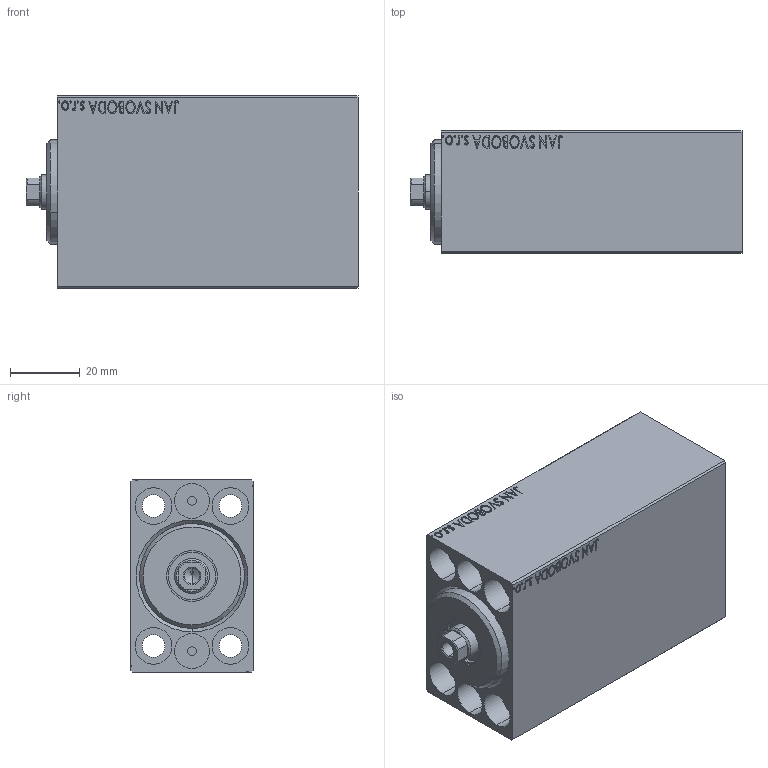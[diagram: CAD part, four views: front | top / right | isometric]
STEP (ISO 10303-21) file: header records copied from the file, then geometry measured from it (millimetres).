
FILE_DESCRIPTION (( 'STEP AP203' ), '1' );
FILE_NAME ('1d1f.STEP', '2024-02-12T12:30:49', ( '' ), ( '' ), 'SwSTEP 2.0', 'SolidWorks 2019', '' );
FILE_SCHEMA (( 'CONFIG_CONTROL_DESIGN' ));
Length unit declared in the file: millimetre
Products named in the file (4): V450CM_C_VCP a2c6afb5e18ffa2ebdc39351a2514279; V450CM_VC_B a2c6afb5e18ffa2ebdc39351a2514279; V450CM_C_Body a2c6afb5e18ffa2ebdc39351a2514279; 1d1f
Assembly tree (3 placements, depth 2):
  1d1f
    V450CM_C_Body a2c6afb5e18ffa2ebdc39351a2514279
    V450CM_C_VCP a2c6afb5e18ffa2ebdc39351a2514279
    V450CM_VC_B a2c6afb5e18ffa2ebdc39351a2514279
Bounding box: 95 x 35 x 55 mm (x, y, z)
Volume: 146031.1 mm3; surface area: 39385.1 mm2
Topology: 3 solids, 3 shells, 861 faces, 2202 edges, 1461 vertices
Faces by surface type: plane 409, bspline 380, cylinder 58, cone 14
Entity records: 43848 total; most frequent: CARTESIAN_POINT 25028, ORIENTED_EDGE 4400, DIRECTION 2538, EDGE_CURVE 2200, VERTEX_POINT 1461, VECTOR 1300, LINE 1300, EDGE_LOOP 987
